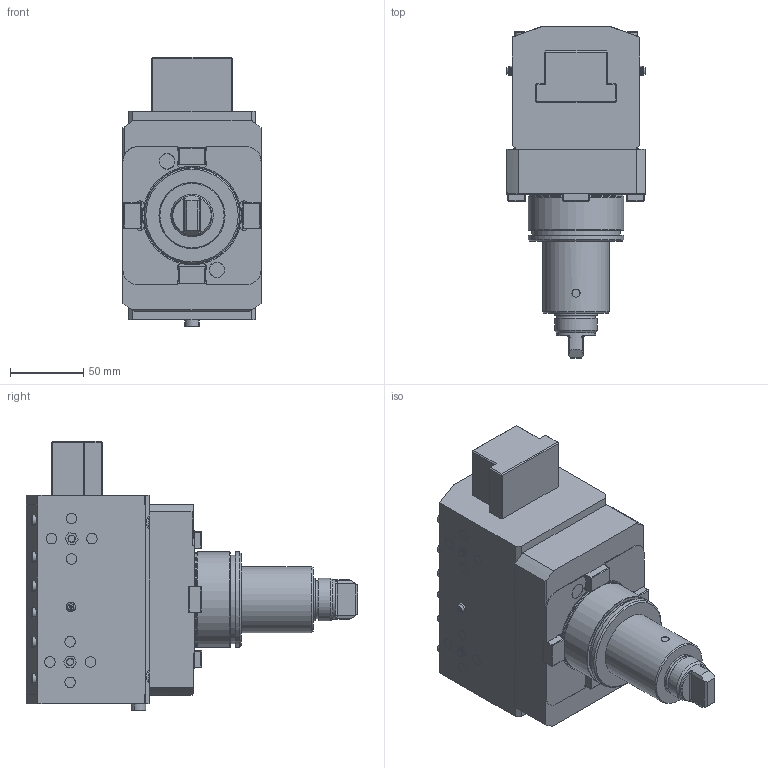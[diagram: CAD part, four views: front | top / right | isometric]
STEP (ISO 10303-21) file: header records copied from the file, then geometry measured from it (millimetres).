
FILE_DESCRIPTION (( 'STEP AP214' ), '1' );
FILE_NAME ('RRPSTRH35131UT65P.STEP', '2025-11-07T15:14:54', ( '' ), ( '' ), 'SwSTEP 2.0', 'SolidWorks 2023', '' );
FILE_SCHEMA (( 'AUTOMOTIVE_DESIGN' ));
Length unit declared in the file: millimetre
Products named in the file (1): RRPSTRH35131UT65P
Bounding box: 94.6 x 226 x 183.83 mm (x, y, z)
Volume: 1644990.5 mm3; surface area: 102501 mm2
Topology: 1 solids, 1 shells, 882 faces, 2239 edges, 1449 vertices
Faces by surface type: plane 482, cylinder 151, bspline 112, cone 101, torus 32, sphere 4
Full cylindrical faces by diameter (mm): 1.7 x1, 2.1 x1, 5.5 x1, 6 x1, 6.366 x1, 27 x1, 29 x2, 45 x1, 60.3 x1, 64.6 x1, 65 x2
Entity records: 36806 total; most frequent: CARTESIAN_POINT 12663, ORIENTED_EDGE 4406, DIRECTION 3791, EDGE_CURVE 2203, VERTEX_POINT 1442, LINE 1391, VECTOR 1391, AXIS2_PLACEMENT_3D 1200
